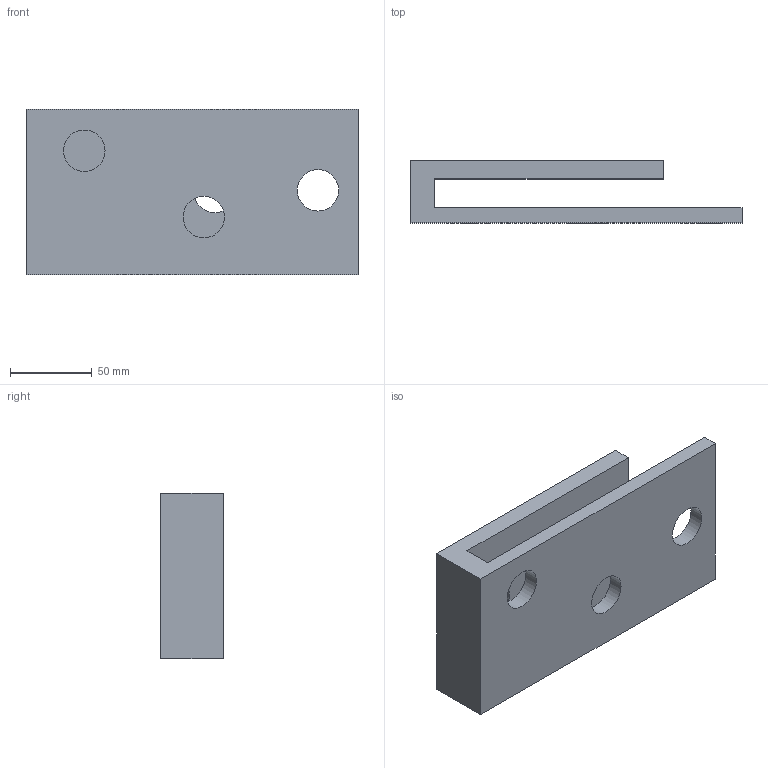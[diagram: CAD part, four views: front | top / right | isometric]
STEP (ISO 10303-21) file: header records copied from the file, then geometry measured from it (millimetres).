
FILE_DESCRIPTION(/* description */ (''),/* implementation_level */ '2;1');
FILE_NAME(/* name */ 'simple_damper.stp',/* time_stamp */ '2012-04-24T12:59:53-04:00',/* author */ (''),/* organization */ (''),/* preprocessor_version */ 'ST-DEVELOPER v11',/* originating_system */ 'SIEMENS UGS NX 6.0',/* authorisation */ '');
FILE_SCHEMA (('config_control_design'));
Length unit declared in the file: inch
Products named in the file (1): jz9hE8D9zsl1
Bounding box: 203.2 x 38.1 x 101.6 mm (x, y, z)
Volume: 367656.5 mm3; surface area: 84071.7 mm2
Topology: 1 solids, 1 shells, 15 faces, 39 edges, 26 vertices
Faces by surface type: plane 10, cylinder 5
Full cylindrical faces by diameter (mm): 25.4 x5
Entity records: 556 total; most frequent: DIRECTION 76, CARTESIAN_POINT 76, ORIENTED_EDGE 68, EDGE_CURVE 34, EDGE_LOOP 30, VERTEX_POINT 26, AXIS2_PLACEMENT_3D 26, FACE_BOUND 24
